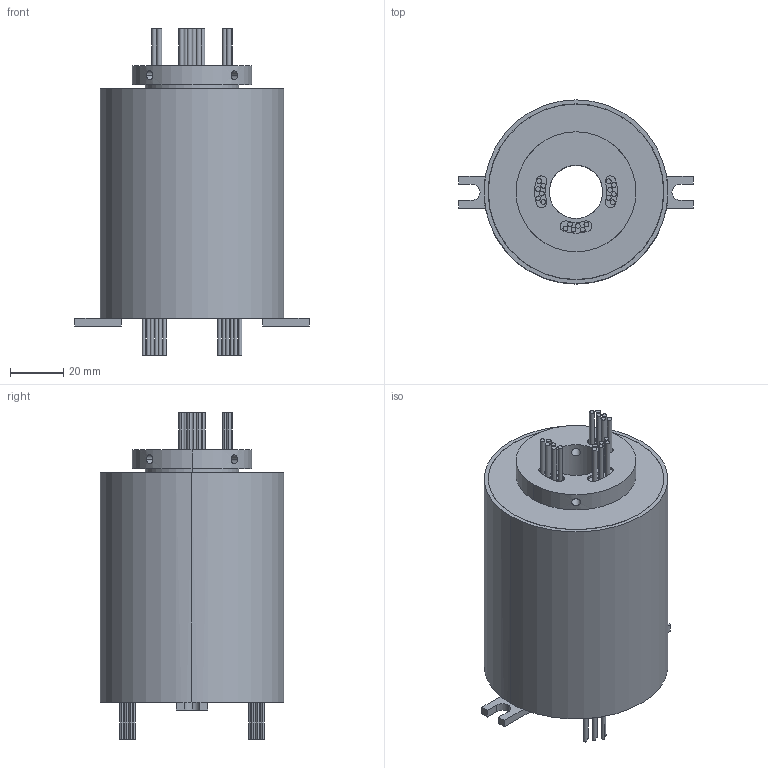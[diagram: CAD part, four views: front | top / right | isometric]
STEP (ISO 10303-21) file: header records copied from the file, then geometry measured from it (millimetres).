
FILE_DESCRIPTION (( 'STEP AP203' ), '1' );
FILE_NAME ('MT2069-P1810.STEP', '2020-07-09T11:25:34', ( '微软用户' ), ( '微软中国' ), 'SwSTEP 2.0', 'SolidWorks 2014', '' );
FILE_SCHEMA (( 'CONFIG_CONTROL_DESIGN' ));
Length unit declared in the file: millimetre
Products named in the file (1): MT2069-P1810
Bounding box: 88 x 69 x 122.6 mm (x, y, z)
Volume: 305402.9 mm3; surface area: 41813.5 mm2
Topology: 1 solids, 1 shells, 244 faces, 551 edges, 354 vertices
Faces by surface type: cylinder 145, plane 83, cone 16
Entity records: 7350 total; most frequent: CARTESIAN_POINT 1550, DIRECTION 1311, ORIENTED_EDGE 1086, EDGE_CURVE 543, AXIS2_PLACEMENT_3D 539, VERTEX_POINT 354, EDGE_LOOP 311, CIRCLE 294
